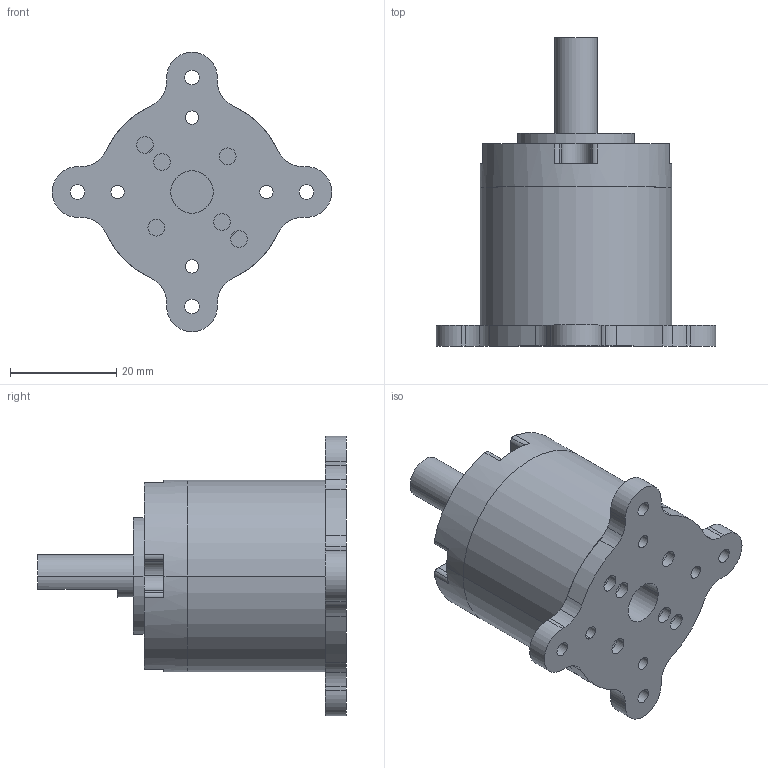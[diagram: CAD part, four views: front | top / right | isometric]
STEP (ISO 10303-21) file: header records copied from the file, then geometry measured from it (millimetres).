
FILE_DESCRIPTION (( 'STEP AP203' ), '1' );
FILE_NAME ('36mm 34.7 (50_1) gear box.STEP', '2024-05-08T22:58:49', ( '' ), ( '' ), 'SwSTEP 2.0', 'SolidWorks 2023', '' );
FILE_SCHEMA (( 'CONFIG_CONTROL_DESIGN' ));
Length unit declared in the file: inch
Products named in the file (5): 36mm 34.7 gear box-1; 36mm 34.7 (50_1) gear box; 36mm 34.7 gear box; 36mm 34.7 gear box-0; 251916mount_36mm gearbox
Assembly tree (4 placements, depth 2):
  36mm 34.7 (50_1) gear box
    251916mount_36mm gearbox
    36mm 34.7 gear box
    36mm 34.7 gear box-0
    36mm 34.7 gear box-1
Bounding box: 52.63 x 58.07 x 52.63 mm (x, y, z)
Volume: 29012.3 mm3; surface area: 15220.8 mm2
Topology: 4 solids, 4 shells, 190 faces, 540 edges, 360 vertices
Faces by surface type: cylinder 154, plane 36
Entity records: 7019 total; most frequent: DIRECTION 1260, CARTESIAN_POINT 1097, ORIENTED_EDGE 1080, EDGE_CURVE 540, AXIS2_PLACEMENT_3D 523, VERTEX_POINT 360, CIRCLE 326, EDGE_LOOP 250
